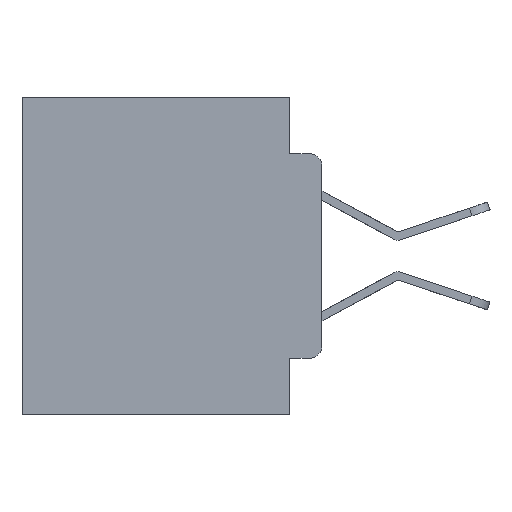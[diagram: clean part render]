
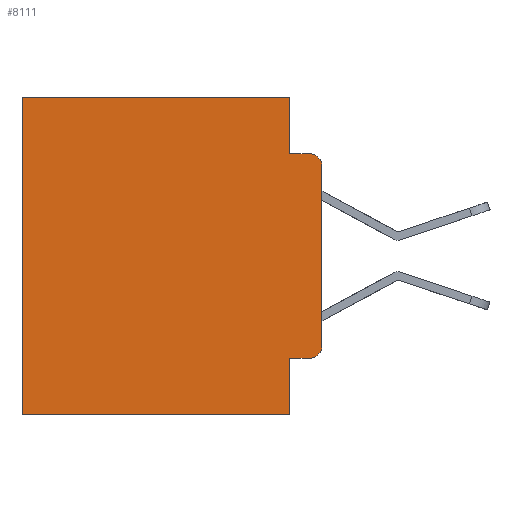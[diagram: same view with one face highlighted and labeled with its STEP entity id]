
A CAD part, left-side view. The second image highlights one B-rep face of the part: STEP entity #8111.
In plain terms, the highlighted planar face has unit normal (-1, 0, 0).
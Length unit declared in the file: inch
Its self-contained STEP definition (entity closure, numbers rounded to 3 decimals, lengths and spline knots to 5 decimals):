
#352 = CARTESIAN_POINT ( 'NONE',  ( 0.298, 0.02, -0.1085 ) ) ;
#568 = VERTEX_POINT ( 'NONE', #23236 ) ;
#673 = ORIENTED_EDGE ( 'NONE', *, *, #12683, .F. ) ;
#874 = DIRECTION ( 'NONE',  ( 0., 0., -1. ) ) ;
#1401 = VECTOR ( 'NONE', #26542, 39.37008 ) ;
#1893 = LINE ( 'NONE', #26766, #12915 ) ;
#2162 = EDGE_CURVE ( 'NONE', #25431, #8145, #4310, .T. ) ;
#2430 = ORIENTED_EDGE ( 'NONE', *, *, #2162, .F. ) ;
#2446 = AXIS2_PLACEMENT_3D ( 'NONE', #352, #15757, #2680 ) ;
#2680 = DIRECTION ( 'NONE',  ( 0., 0., -1. ) ) ;
#3010 = DIRECTION ( 'NONE',  ( 0., 0., -1. ) ) ;
#3137 = LINE ( 'NONE', #11271, #25381 ) ;
#3833 = EDGE_CURVE ( 'NONE', #26230, #24240, #19137, .T. ) ;
#4255 = EDGE_CURVE ( 'NONE', #14186, #568, #3137, .T. ) ;
#4310 = LINE ( 'NONE', #21109, #9489 ) ;
#4529 = ORIENTED_EDGE ( 'NONE', *, *, #4255, .T. ) ;
#5074 = CARTESIAN_POINT ( 'NONE',  ( 0.298, 0.051, -0.0885 ) ) ;
#5307 = EDGE_CURVE ( 'NONE', #9729, #26230, #5485, .T. ) ;
#5485 = LINE ( 'NONE', #18639, #16383 ) ;
#5489 = VECTOR ( 'NONE', #3010, 39.37008 ) ;
#6039 = CARTESIAN_POINT ( 'NONE',  ( 0.298, 0.051, -0.0885 ) ) ;
#6086 = DIRECTION ( 'NONE',  ( 0., 1., 0. ) ) ;
#6612 = ORIENTED_EDGE ( 'NONE', *, *, #3833, .T. ) ;
#6765 = EDGE_CURVE ( 'NONE', #568, #8145, #24828, .T. ) ;
#6812 = DIRECTION ( 'NONE',  ( 0., 0., -1. ) ) ;
#7316 = LINE ( 'NONE', #5074, #1401 ) ;
#7346 = CARTESIAN_POINT ( 'NONE',  ( 0.298, 0.051, -0.5 ) ) ;
#7870 = CARTESIAN_POINT ( 'NONE',  ( 0.298, 0., 0. ) ) ;
#8111 = ADVANCED_FACE ( 'NONE', ( #14535 ), #27005, .F. ) ;
#8145 = VERTEX_POINT ( 'NONE', #14451 ) ;
#8441 = VECTOR ( 'NONE', #8677, 39.37008 ) ;
#8677 = DIRECTION ( 'NONE',  ( 0., 0., -1. ) ) ;
#8796 = CARTESIAN_POINT ( 'NONE',  ( 0.298, 0.02, -0.3915 ) ) ;
#9044 = ORIENTED_EDGE ( 'NONE', *, *, #6765, .T. ) ;
#9092 = DIRECTION ( 'NONE',  ( 0., 0., -1. ) ) ;
#9489 = VECTOR ( 'NONE', #6086, 39.37008 ) ;
#9729 = VERTEX_POINT ( 'NONE', #17332 ) ;
#10089 = DIRECTION ( 'NONE',  ( 0., 0., -1. ) ) ;
#10742 = CARTESIAN_POINT ( 'NONE',  ( 0.298, 0.02, -0.0885 ) ) ;
#11221 = EDGE_CURVE ( 'NONE', #9729, #25431, #17669, .T. ) ;
#11271 = CARTESIAN_POINT ( 'NONE',  ( 0.298, 0., 0. ) ) ;
#11653 = VERTEX_POINT ( 'NONE', #6039 ) ;
#11791 = CARTESIAN_POINT ( 'NONE',  ( 0.298, 0., 0. ) ) ;
#12013 = VECTOR ( 'NONE', #6812, 39.37008 ) ;
#12059 = LINE ( 'NONE', #11791, #5489 ) ;
#12506 = ORIENTED_EDGE ( 'NONE', *, *, #25465, .F. ) ;
#12683 = EDGE_CURVE ( 'NONE', #14186, #11653, #1893, .T. ) ;
#12915 = VECTOR ( 'NONE', #874, 39.37008 ) ;
#13121 = DIRECTION ( 'NONE',  ( 0., 1., 0. ) ) ;
#13345 = CARTESIAN_POINT ( 'NONE',  ( 0.298, 0.051, 0. ) ) ;
#13759 = CARTESIAN_POINT ( 'NONE',  ( 0.298, 0.051, 0. ) ) ;
#14182 = ORIENTED_EDGE ( 'NONE', *, *, #18392, .F. ) ;
#14186 = VERTEX_POINT ( 'NONE', #13759 ) ;
#14451 = CARTESIAN_POINT ( 'NONE',  ( 0.298, 0.473, -0.5 ) ) ;
#14535 = FACE_OUTER_BOUND ( 'NONE', #15620, .T. ) ;
#15620 = EDGE_LOOP ( 'NONE', ( #12506, #24460, #14182, #673, #4529, #9044, #2430, #20437, #26712, #6612 ) ) ;
#15757 = DIRECTION ( 'NONE',  ( -1., 0., 0. ) ) ;
#15979 = VERTEX_POINT ( 'NONE', #20330 ) ;
#16072 = CARTESIAN_POINT ( 'NONE',  ( 0.298, 0.473, 0. ) ) ;
#16383 = VECTOR ( 'NONE', #18700, 39.37008 ) ;
#17332 = CARTESIAN_POINT ( 'NONE',  ( 0.298, 0.051, -0.4115 ) ) ;
#17669 = LINE ( 'NONE', #13345, #12013 ) ;
#18392 = EDGE_CURVE ( 'NONE', #11653, #22295, #7316, .T. ) ;
#18639 = CARTESIAN_POINT ( 'NONE',  ( 0.298, 0.051, -0.4115 ) ) ;
#18700 = DIRECTION ( 'NONE',  ( 0., -1., 0. ) ) ;
#19137 = CIRCLE ( 'NONE', #24814, 0.02 ) ;
#19815 = EDGE_CURVE ( 'NONE', #15979, #22295, #25512, .T. ) ;
#20330 = CARTESIAN_POINT ( 'NONE',  ( 0.298, 0., -0.1085 ) ) ;
#20437 = ORIENTED_EDGE ( 'NONE', *, *, #11221, .F. ) ;
#21109 = CARTESIAN_POINT ( 'NONE',  ( 0.298, 0., -0.5 ) ) ;
#21243 = DIRECTION ( 'NONE',  ( -1., 0., 0. ) ) ;
#22295 = VERTEX_POINT ( 'NONE', #10742 ) ;
#22891 = DIRECTION ( 'NONE',  ( 1., 0., 0. ) ) ;
#23236 = CARTESIAN_POINT ( 'NONE',  ( 0.298, 0.473, 0. ) ) ;
#24060 = CARTESIAN_POINT ( 'NONE',  ( 0.298, 0., -0.3915 ) ) ;
#24240 = VERTEX_POINT ( 'NONE', #24060 ) ;
#24460 = ORIENTED_EDGE ( 'NONE', *, *, #19815, .T. ) ;
#24814 = AXIS2_PLACEMENT_3D ( 'NONE', #8796, #21243, #9092 ) ;
#24828 = LINE ( 'NONE', #16072, #8441 ) ;
#25381 = VECTOR ( 'NONE', #13121, 39.37008 ) ;
#25431 = VERTEX_POINT ( 'NONE', #7346 ) ;
#25465 = EDGE_CURVE ( 'NONE', #15979, #24240, #12059, .T. ) ;
#25512 = CIRCLE ( 'NONE', #2446, 0.02 ) ;
#26230 = VERTEX_POINT ( 'NONE', #26753 ) ;
#26542 = DIRECTION ( 'NONE',  ( 0., -1., 0. ) ) ;
#26712 = ORIENTED_EDGE ( 'NONE', *, *, #5307, .T. ) ;
#26753 = CARTESIAN_POINT ( 'NONE',  ( 0.298, 0.02, -0.4115 ) ) ;
#26766 = CARTESIAN_POINT ( 'NONE',  ( 0.298, 0.051, 0. ) ) ;
#27005 = PLANE ( 'NONE',  #27323 ) ;
#27323 = AXIS2_PLACEMENT_3D ( 'NONE', #7870, #22891, #10089 ) ;
